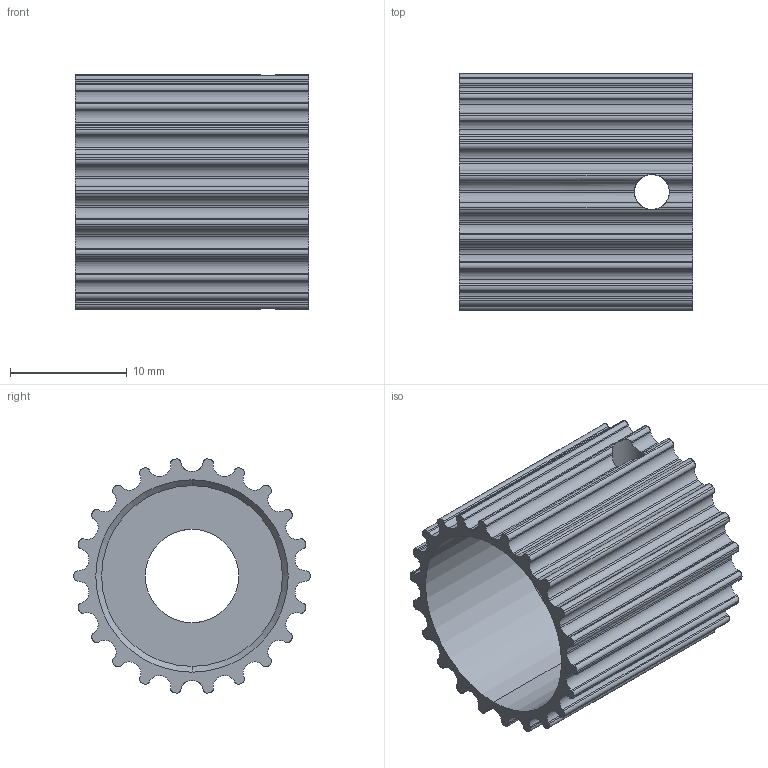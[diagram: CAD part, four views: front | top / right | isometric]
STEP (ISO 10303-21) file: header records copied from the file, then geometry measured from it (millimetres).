
FILE_DESCRIPTION (( 'STEP AP214' ), '1' );
FILE_NAME ('MOT-PUL-Z22.STEP', '2023-04-20T13:54:23', ( '' ), ( '' ), 'SwSTEP 2.0', 'SolidWorks 2023', '' );
FILE_SCHEMA (( 'AUTOMOTIVE_DESIGN' ));
Length unit declared in the file: millimetre
Products named in the file (1): MOT-PUL-Z22
Bounding box: 20 x 20.25 x 20.07 mm (x, y, z)
Volume: 2546.7 mm3; surface area: 3093.6 mm2
Topology: 1 solids, 1 shells, 225 faces, 670 edges, 444 vertices
Faces by surface type: cylinder 146, plane 75, cone 4
Entity records: 7883 total; most frequent: CARTESIAN_POINT 1612, DIRECTION 1362, ORIENTED_EDGE 1340, EDGE_CURVE 670, AXIS2_PLACEMENT_3D 502, VERTEX_POINT 444, LINE 358, VECTOR 358
